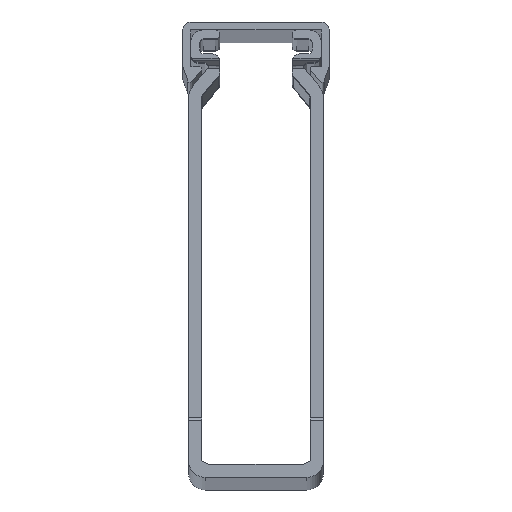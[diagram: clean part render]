
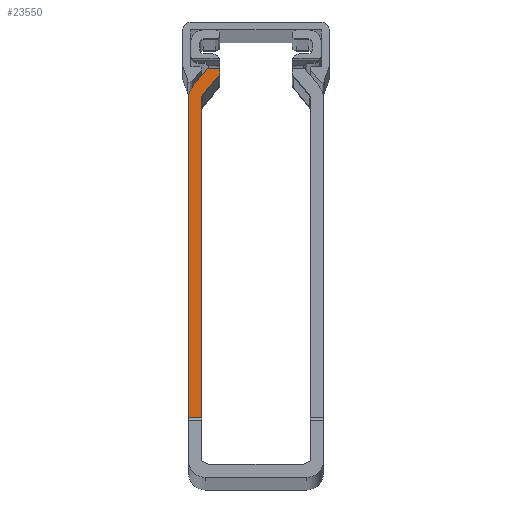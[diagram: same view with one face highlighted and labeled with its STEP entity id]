
A CAD part, top view. The second image highlights one B-rep face of the part: STEP entity #23550.
In plain terms, the highlighted planar face has unit normal (0, 0, 1).
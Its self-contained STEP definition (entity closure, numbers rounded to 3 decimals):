
#149 = VERTEX_POINT ( 'NONE', #46460 ) ;
#651 = CARTESIAN_POINT ( 'NONE',  ( -5.234, 55.407, 998. ) ) ;
#1020 = CARTESIAN_POINT ( 'NONE',  ( -7., 52.524, 998. ) ) ;
#2054 = CARTESIAN_POINT ( 'NONE',  ( -7.068, 56.8, 998. ) ) ;
#2370 = EDGE_CURVE ( 'NONE', #7781, #7373, #9414, .T. ) ;
#3168 = DIRECTION ( 'NONE',  ( 0., 0., 1. ) ) ;
#3635 = CARTESIAN_POINT ( 'NONE',  ( -6.8, 52.452, 998. ) ) ;
#3899 = CIRCLE ( 'NONE', #4650, 2.5 ) ;
#4394 = CARTESIAN_POINT ( 'NONE',  ( -6., 56.05, 998. ) ) ;
#4650 = AXIS2_PLACEMENT_3D ( 'NONE', #3635, #3168, #17826 ) ;
#5034 = DIRECTION ( 'NONE',  ( -1., 0., 0. ) ) ;
#5795 = CARTESIAN_POINT ( 'NONE',  ( 0., 8.3, 998. ) ) ;
#6983 = PLANE ( 'NONE',  #40366 ) ;
#7207 = LINE ( 'NONE', #32462, #20530 ) ;
#7373 = VERTEX_POINT ( 'NONE', #13152 ) ;
#7426 = VERTEX_POINT ( 'NONE', #25194 ) ;
#7781 = VERTEX_POINT ( 'NONE', #13096 ) ;
#8179 = DIRECTION ( 'NONE',  ( 0., 0., 1. ) ) ;
#9314 = ORIENTED_EDGE ( 'NONE', *, *, #15610, .T. ) ;
#9411 = LINE ( 'NONE', #35352, #43205 ) ;
#9414 = CIRCLE ( 'NONE', #35790, 0.5 ) ;
#9639 = DIRECTION ( 'NONE',  ( -0.643, -0.766, 0. ) ) ;
#10388 = VERTEX_POINT ( 'NONE', #651 ) ;
#10526 = DIRECTION ( 'NONE',  ( -1., 0., 0. ) ) ;
#10819 = LINE ( 'NONE', #17919, #46305 ) ;
#11118 = ORIENTED_EDGE ( 'NONE', *, *, #39814, .F. ) ;
#12352 = DIRECTION ( 'NONE',  ( 0., 0., 1. ) ) ;
#13096 = CARTESIAN_POINT ( 'NONE',  ( -7.383, 52.846, 998. ) ) ;
#13152 = CARTESIAN_POINT ( 'NONE',  ( -7.5, 52.524, 998. ) ) ;
#14366 = DIRECTION ( 'NONE',  ( 0., -1., 0. ) ) ;
#15197 = CARTESIAN_POINT ( 'NONE',  ( -9.3, 8.3, 998. ) ) ;
#15478 = EDGE_CURVE ( 'NONE', #17743, #18239, #3899, .T. ) ;
#15610 = EDGE_CURVE ( 'NONE', #18239, #36420, #25597, .T. ) ;
#16647 = DIRECTION ( 'NONE',  ( -1., 0., 0. ) ) ;
#17543 = ORIENTED_EDGE ( 'NONE', *, *, #15478, .T. ) ;
#17743 = VERTEX_POINT ( 'NONE', #45040 ) ;
#17826 = DIRECTION ( 'NONE',  ( -1., 0., 0. ) ) ;
#17853 = VERTEX_POINT ( 'NONE', #24734 ) ;
#17919 = CARTESIAN_POINT ( 'NONE',  ( -7.5, 52.706, 998. ) ) ;
#18127 = VECTOR ( 'NONE', #28212, 1000. ) ;
#18239 = VERTEX_POINT ( 'NONE', #21839 ) ;
#18710 = ORIENTED_EDGE ( 'NONE', *, *, #37198, .T. ) ;
#19480 = CARTESIAN_POINT ( 'NONE',  ( -6.685, 56.479, 998. ) ) ;
#20197 = ORIENTED_EDGE ( 'NONE', *, *, #30181, .F. ) ;
#20530 = VECTOR ( 'NONE', #21840, 1000. ) ;
#20893 = LINE ( 'NONE', #5795, #30135 ) ;
#20896 = CARTESIAN_POINT ( 'NONE',  ( -9.3, 53.362, 998. ) ) ;
#20919 = CARTESIAN_POINT ( 'NONE',  ( 0., 8.3, 998. ) ) ;
#21116 = EDGE_LOOP ( 'NONE', ( #42766, #35506, #11118, #17543, #9314, #20197, #40250, #35693, #22941, #18710, #27059 ) ) ;
#21686 = CIRCLE ( 'NONE', #36759, 1. ) ;
#21736 = EDGE_CURVE ( 'NONE', #10388, #7781, #9411, .T. ) ;
#21839 = CARTESIAN_POINT ( 'NONE',  ( -9.3, 52.452, 998. ) ) ;
#21840 = DIRECTION ( 'NONE',  ( -1., 0., 0. ) ) ;
#22743 = VECTOR ( 'NONE', #44211, 1000. ) ;
#22941 = ORIENTED_EDGE ( 'NONE', *, *, #21736, .F. ) ;
#23124 = EDGE_CURVE ( 'NONE', #7373, #149, #10819, .T. ) ;
#23550 = ADVANCED_FACE ( 'NONE', ( #28238 ), #6983, .F. ) ;
#24609 = VERTEX_POINT ( 'NONE', #45456 ) ;
#24734 = CARTESIAN_POINT ( 'NONE',  ( -5., 56.05, 998. ) ) ;
#25194 = CARTESIAN_POINT ( 'NONE',  ( -6.681, 56.483, 998. ) ) ;
#25389 = LINE ( 'NONE', #20896, #18127 ) ;
#25597 = LINE ( 'NONE', #15197, #22743 ) ;
#26010 = EDGE_CURVE ( 'NONE', #33577, #7426, #36709, .T. ) ;
#27059 = ORIENTED_EDGE ( 'NONE', *, *, #29321, .F. ) ;
#27538 = DIRECTION ( 'NONE',  ( 0., 0., 1. ) ) ;
#28212 = DIRECTION ( 'NONE',  ( 0.643, 0.766, 0. ) ) ;
#28238 = FACE_OUTER_BOUND ( 'NONE', #21116, .T. ) ;
#28962 = DIRECTION ( 'NONE',  ( -1., 0., 0. ) ) ;
#29321 = EDGE_CURVE ( 'NONE', #24609, #17853, #43216, .T. ) ;
#30135 = VECTOR ( 'NONE', #16647, 1000. ) ;
#30181 = EDGE_CURVE ( 'NONE', #149, #36420, #20893, .T. ) ;
#31431 = EDGE_CURVE ( 'NONE', #24609, #7426, #7207, .T. ) ;
#32462 = CARTESIAN_POINT ( 'NONE',  ( 0., 56.483, 998. ) ) ;
#33577 = VERTEX_POINT ( 'NONE', #19480 ) ;
#35352 = CARTESIAN_POINT ( 'NONE',  ( -5., 55.686, 998. ) ) ;
#35506 = ORIENTED_EDGE ( 'NONE', *, *, #26010, .F. ) ;
#35693 = ORIENTED_EDGE ( 'NONE', *, *, #2370, .F. ) ;
#35790 = AXIS2_PLACEMENT_3D ( 'NONE', #1020, #12352, #5034 ) ;
#36420 = VERTEX_POINT ( 'NONE', #38265 ) ;
#36709 = CIRCLE ( 'NONE', #41947, 0.5 ) ;
#36759 = AXIS2_PLACEMENT_3D ( 'NONE', #4394, #8179, #28962 ) ;
#37198 = EDGE_CURVE ( 'NONE', #10388, #17853, #21686, .T. ) ;
#38265 = CARTESIAN_POINT ( 'NONE',  ( -9.3, 8.3, 998. ) ) ;
#38410 = VECTOR ( 'NONE', #40153, 1000. ) ;
#38607 = DIRECTION ( 'NONE',  ( 0., 0., -1. ) ) ;
#39814 = EDGE_CURVE ( 'NONE', #17743, #33577, #25389, .T. ) ;
#40153 = DIRECTION ( 'NONE',  ( 0., -1., 0. ) ) ;
#40250 = ORIENTED_EDGE ( 'NONE', *, *, #23124, .F. ) ;
#40366 = AXIS2_PLACEMENT_3D ( 'NONE', #20919, #38607, #10526 ) ;
#41917 = DIRECTION ( 'NONE',  ( -1., 0., 0. ) ) ;
#41947 = AXIS2_PLACEMENT_3D ( 'NONE', #2054, #27538, #41917 ) ;
#42766 = ORIENTED_EDGE ( 'NONE', *, *, #31431, .T. ) ;
#43205 = VECTOR ( 'NONE', #9639, 1000. ) ;
#43216 = LINE ( 'NONE', #46291, #38410 ) ;
#44211 = DIRECTION ( 'NONE',  ( 0., -1., 0. ) ) ;
#45040 = CARTESIAN_POINT ( 'NONE',  ( -8.715, 54.059, 998. ) ) ;
#45456 = CARTESIAN_POINT ( 'NONE',  ( -5., 56.483, 998. ) ) ;
#46291 = CARTESIAN_POINT ( 'NONE',  ( -5., 58.5, 998. ) ) ;
#46305 = VECTOR ( 'NONE', #14366, 1000. ) ;
#46460 = CARTESIAN_POINT ( 'NONE',  ( -7.5, 8.3, 998. ) ) ;
